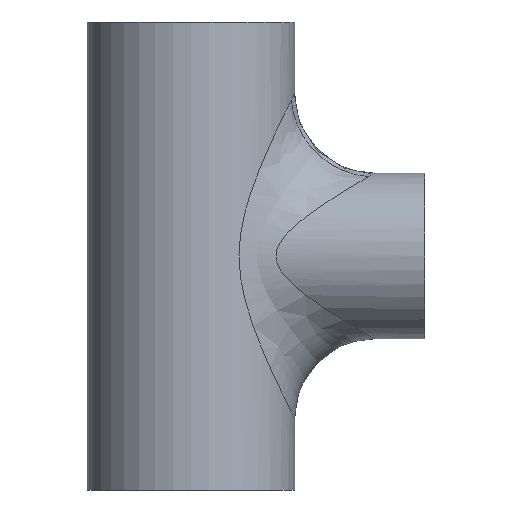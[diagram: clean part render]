
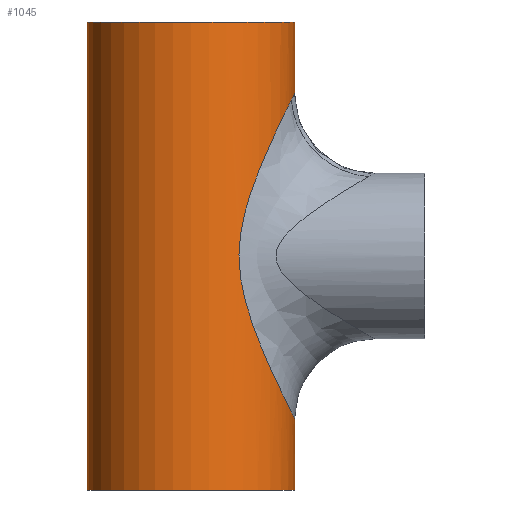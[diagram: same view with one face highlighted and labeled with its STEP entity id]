
A CAD part, front view. The second image highlights one B-rep face of the part: STEP entity #1045.
In plain terms, the highlighted cylindrical face has radius 16.85 mm (diameter 33.7 mm), a partial arc.
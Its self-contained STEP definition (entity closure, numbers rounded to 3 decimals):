
#1 = EDGE_CURVE ( 'NONE', #249, #624, #23, .T. ) ;
#4 = DIRECTION ( 'NONE',  ( 0., 0., -1. ) ) ;
#15 = CARTESIAN_POINT ( 'NONE',  ( 16.85, 0., 26.45 ) ) ;
#23 = B_SPLINE_CURVE_WITH_KNOTS ( 'NONE', 3,
 ( #477, #737, #1181, #458, #1787, #893, #1057, #1499, #597, #1800, #1048, #1658, #147, #1625, #596, #269, #608, #767, #905, #279, #1509, #961, #1546, #1565, #1710, #202, #1557, #183, #211, #1677, #786, #27, #635, #476, #805, #1685, #1225, #812, #626, #485, #1235, #61, #1393, #1837, #1093, #934, #1401, #43, #1264, #1845 ),
 .UNSPECIFIED., .F., .F.,
 ( 4, 2, 2, 2, 2, 2, 2, 2, 2, 2, 2, 2, 2, 2, 2, 2, 2, 2, 2, 2, 2, 2, 2, 2, 4 ),
 ( 0.07, 0.072, 0.074, 0.076, 0.078, 0.08, 0.083, 0.087, 0.091, 0.095, 0.097, 0.099, 0.103, 0.107, 0.109, 0.111, 0.115, 0.119, 0.121, 0.124, 0.128, 0.13, 0.132, 0.134, 0.136 ),
 .UNSPECIFIED. ) ;
#27 = CARTESIAN_POINT ( 'NONE',  ( 8.743, -14.408, 7.066 ) ) ;
#31 = CARTESIAN_POINT ( 'NONE',  ( 0., 0., 38. ) ) ;
#43 = CARTESIAN_POINT ( 'NONE',  ( 15.959, -5.433, 24.656 ) ) ;
#61 = CARTESIAN_POINT ( 'NONE',  ( 13.993, -9.397, 20.57 ) ) ;
#109 = CARTESIAN_POINT ( 'NONE',  ( -16.85, 0., -38. ) ) ;
#112 = ORIENTED_EDGE ( 'NONE', *, *, #1535, .F. ) ;
#133 = CARTESIAN_POINT ( 'NONE',  ( 16.85, -0.38, 26.45 ) ) ;
#147 = CARTESIAN_POINT ( 'NONE',  ( 14.157, -9.149, -20.919 ) ) ;
#150 = EDGE_CURVE ( 'NONE', #624, #336, #1478, .T. ) ;
#167 = CYLINDRICAL_SURFACE ( 'NONE', #1067, 16.85 ) ;
#183 = CARTESIAN_POINT ( 'NONE',  ( 7.923, -14.871, 2.452 ) ) ;
#191 = DIRECTION ( 'NONE',  ( 0., 0., -1. ) ) ;
#202 = CARTESIAN_POINT ( 'NONE',  ( 7.791, -14.941, -0.908 ) ) ;
#211 = CARTESIAN_POINT ( 'NONE',  ( 7.998, -14.831, 3.124 ) ) ;
#249 = VERTEX_POINT ( 'NONE', #722 ) ;
#269 = CARTESIAN_POINT ( 'NONE',  ( 11.951, -11.901, -16.041 ) ) ;
#279 = CARTESIAN_POINT ( 'NONE',  ( 9.443, -13.957, -9.418 ) ) ;
#301 = VERTEX_POINT ( 'NONE', #1327 ) ;
#316 = AXIS2_PLACEMENT_3D ( 'NONE', #334, #1390, #1834 ) ;
#320 = VERTEX_POINT ( 'NONE', #1212 ) ;
#334 = CARTESIAN_POINT ( 'NONE',  ( 0., 0., -38. ) ) ;
#336 = VERTEX_POINT ( 'NONE', #605 ) ;
#435 = LINE ( 'NONE', #754, #820 ) ;
#439 = VECTOR ( 'NONE', #1779, 1000. ) ;
#458 = CARTESIAN_POINT ( 'NONE',  ( 16.651, -2.667, -26.051 ) ) ;
#466 = ORIENTED_EDGE ( 'NONE', *, *, #842, .T. ) ;
#476 = CARTESIAN_POINT ( 'NONE',  ( 9.911, -13.636, 10.857 ) ) ;
#477 = CARTESIAN_POINT ( 'NONE',  ( 16.85, 0., -26.45 ) ) ;
#484 = LINE ( 'NONE', #649, #601 ) ;
#485 = CARTESIAN_POINT ( 'NONE',  ( 12.77, -11.017, 17.913 ) ) ;
#516 = CARTESIAN_POINT ( 'NONE',  ( 16.291, -4.304, 25.327 ) ) ;
#524 = CARTESIAN_POINT ( 'NONE',  ( 16.85, 0., 38. ) ) ;
#539 = VERTEX_POINT ( 'NONE', #524 ) ;
#563 = CIRCLE ( 'NONE', #1672, 16.85 ) ;
#596 = CARTESIAN_POINT ( 'NONE',  ( 12.938, -10.819, -18.287 ) ) ;
#597 = CARTESIAN_POINT ( 'NONE',  ( 15.511, -6.601, -23.742 ) ) ;
#601 = VECTOR ( 'NONE', #191, 1000. ) ;
#605 = CARTESIAN_POINT ( 'NONE',  ( 16.85, 0., 26.45 ) ) ;
#606 = ORIENTED_EDGE ( 'NONE', *, *, #1808, .F. ) ;
#608 = CARTESIAN_POINT ( 'NONE',  ( 11.456, -12.372, -14.872 ) ) ;
#620 = DIRECTION ( 'NONE',  ( -1., 0., 0. ) ) ;
#624 = VERTEX_POINT ( 'NONE', #516 ) ;
#626 = CARTESIAN_POINT ( 'NONE',  ( 12.029, -11.805, 16.212 ) ) ;
#635 = CARTESIAN_POINT ( 'NONE',  ( 9.104, -14.187, 8.353 ) ) ;
#649 = CARTESIAN_POINT ( 'NONE',  ( 16.85, 0., 38. ) ) ;
#679 = VERTEX_POINT ( 'NONE', #109 ) ;
#722 = CARTESIAN_POINT ( 'NONE',  ( 16.85, 0., -26.45 ) ) ;
#737 = CARTESIAN_POINT ( 'NONE',  ( 16.85, -0.678, -26.45 ) ) ;
#754 = CARTESIAN_POINT ( 'NONE',  ( 16.85, 0., 38. ) ) ;
#767 = CARTESIAN_POINT ( 'NONE',  ( 10.512, -13.184, -12.493 ) ) ;
#784 = ORIENTED_EDGE ( 'NONE', *, *, #150, .T. ) ;
#786 = CARTESIAN_POINT ( 'NONE',  ( 8.319, -14.654, 5.109 ) ) ;
#805 = CARTESIAN_POINT ( 'NONE',  ( 10.356, -13.306, 12.078 ) ) ;
#812 = CARTESIAN_POINT ( 'NONE',  ( 11.782, -12.05, 15.633 ) ) ;
#820 = VECTOR ( 'NONE', #4, 1000. ) ;
#842 = EDGE_CURVE ( 'NONE', #301, #679, #1464, .T. ) ;
#878 = CARTESIAN_POINT ( 'NONE',  ( 16.837, -0.759, 26.424 ) ) ;
#893 = CARTESIAN_POINT ( 'NONE',  ( 16.254, -4.483, -25.253 ) ) ;
#905 = CARTESIAN_POINT ( 'NONE',  ( 10.061, -13.526, -11.28 ) ) ;
#909 = DIRECTION ( 'NONE',  ( 0., 0., -1. ) ) ;
#934 = CARTESIAN_POINT ( 'NONE',  ( 15.369, -6.925, 23.451 ) ) ;
#961 = CARTESIAN_POINT ( 'NONE',  ( 8.883, -14.32, -7.518 ) ) ;
#1017 = CARTESIAN_POINT ( 'NONE',  ( -16.85, 0., 38. ) ) ;
#1045 = ADVANCED_FACE ( 'NONE', ( #1388 ), #167, .T. ) ;
#1048 = CARTESIAN_POINT ( 'NONE',  ( 14.861, -7.956, -22.399 ) ) ;
#1057 = CARTESIAN_POINT ( 'NONE',  ( 16.084, -5.054, -24.909 ) ) ;
#1067 = AXIS2_PLACEMENT_3D ( 'NONE', #31, #909, #620 ) ;
#1093 = CARTESIAN_POINT ( 'NONE',  ( 14.933, -7.822, 22.549 ) ) ;
#1158 = CIRCLE ( 'NONE', #316, 16.85 ) ;
#1178 = CARTESIAN_POINT ( 'NONE',  ( 16.291, -4.304, 25.327 ) ) ;
#1181 = CARTESIAN_POINT ( 'NONE',  ( 16.807, -1.365, -26.365 ) ) ;
#1193 = ORIENTED_EDGE ( 'NONE', *, *, #1568, .T. ) ;
#1204 = ORIENTED_EDGE ( 'NONE', *, *, #1, .T. ) ;
#1212 = CARTESIAN_POINT ( 'NONE',  ( 16.85, 0., -38. ) ) ;
#1215 = EDGE_CURVE ( 'NONE', #301, #539, #563, .T. ) ;
#1225 = CARTESIAN_POINT ( 'NONE',  ( 11.296, -12.507, 14.463 ) ) ;
#1235 = CARTESIAN_POINT ( 'NONE',  ( 13.266, -10.423, 19.006 ) ) ;
#1264 = CARTESIAN_POINT ( 'NONE',  ( 16.136, -4.891, 25.014 ) ) ;
#1327 = CARTESIAN_POINT ( 'NONE',  ( -16.85, 0., 38. ) ) ;
#1358 = EDGE_LOOP ( 'NONE', ( #606, #1555, #466, #1193, #112, #1204, #784 ) ) ;
#1379 = CARTESIAN_POINT ( 'NONE',  ( 0., 0., 38. ) ) ;
#1388 = FACE_OUTER_BOUND ( 'NONE', #1358, .T. ) ;
#1390 = DIRECTION ( 'NONE',  ( 0., 0., 1. ) ) ;
#1393 = CARTESIAN_POINT ( 'NONE',  ( 14.232, -9.032, 21.079 ) ) ;
#1396 = DIRECTION ( 'NONE',  ( 0., 0., 1. ) ) ;
#1401 = CARTESIAN_POINT ( 'NONE',  ( 15.576, -6.45, 23.875 ) ) ;
#1464 = LINE ( 'NONE', #1017, #439 ) ;
#1478 = B_SPLINE_CURVE_WITH_KNOTS ( 'NONE', 3,
 ( #1178, #1775, #1784, #1634, #1506, #878, #133, #15 ),
 .UNSPECIFIED., .F., .F.,
 ( 4, 2, 2, 4 ),
 ( 0.136, 0.138, 0.139, 0.14 ),
 .UNSPECIFIED. ) ;
#1499 = CARTESIAN_POINT ( 'NONE',  ( 15.713, -6.111, -24.154 ) ) ;
#1506 = CARTESIAN_POINT ( 'NONE',  ( 16.787, -1.509, 26.323 ) ) ;
#1509 = CARTESIAN_POINT ( 'NONE',  ( 9.248, -14.087, -8.79 ) ) ;
#1535 = EDGE_CURVE ( 'NONE', #249, #320, #435, .T. ) ;
#1546 = CARTESIAN_POINT ( 'NONE',  ( 8.714, -14.423, -6.873 ) ) ;
#1555 = ORIENTED_EDGE ( 'NONE', *, *, #1215, .F. ) ;
#1557 = CARTESIAN_POINT ( 'NONE',  ( 7.778, -14.948, 0.438 ) ) ;
#1565 = CARTESIAN_POINT ( 'NONE',  ( 8.261, -14.69, -4.918 ) ) ;
#1568 = EDGE_CURVE ( 'NONE', #679, #320, #1158, .T. ) ;
#1625 = CARTESIAN_POINT ( 'NONE',  ( 13.433, -10.208, -19.37 ) ) ;
#1634 = CARTESIAN_POINT ( 'NONE',  ( 16.749, -1.882, 26.247 ) ) ;
#1658 = CARTESIAN_POINT ( 'NONE',  ( 14.395, -8.771, -21.423 ) ) ;
#1672 = AXIS2_PLACEMENT_3D ( 'NONE', #1379, #1396, #1705 ) ;
#1677 = CARTESIAN_POINT ( 'NONE',  ( 8.196, -14.723, 4.452 ) ) ;
#1685 = CARTESIAN_POINT ( 'NONE',  ( 11.057, -12.719, 13.872 ) ) ;
#1705 = DIRECTION ( 'NONE',  ( 1., 0., 0. ) ) ;
#1710 = CARTESIAN_POINT ( 'NONE',  ( 8.035, -14.812, -3.597 ) ) ;
#1775 = CARTESIAN_POINT ( 'NONE',  ( 16.464, -3.651, 25.676 ) ) ;
#1779 = DIRECTION ( 'NONE',  ( 0., 0., -1. ) ) ;
#1784 = CARTESIAN_POINT ( 'NONE',  ( 16.603, -2.966, 25.955 ) ) ;
#1787 = CARTESIAN_POINT ( 'NONE',  ( 16.537, -3.289, -25.824 ) ) ;
#1800 = CARTESIAN_POINT ( 'NONE',  ( 15.085, -7.524, -22.865 ) ) ;
#1808 = EDGE_CURVE ( 'NONE', #539, #336, #484, .T. ) ;
#1834 = DIRECTION ( 'NONE',  ( 1., 0., 0. ) ) ;
#1837 = CARTESIAN_POINT ( 'NONE',  ( 14.702, -8.245, 22.068 ) ) ;
#1845 = CARTESIAN_POINT ( 'NONE',  ( 16.291, -4.304, 25.327 ) ) ;
